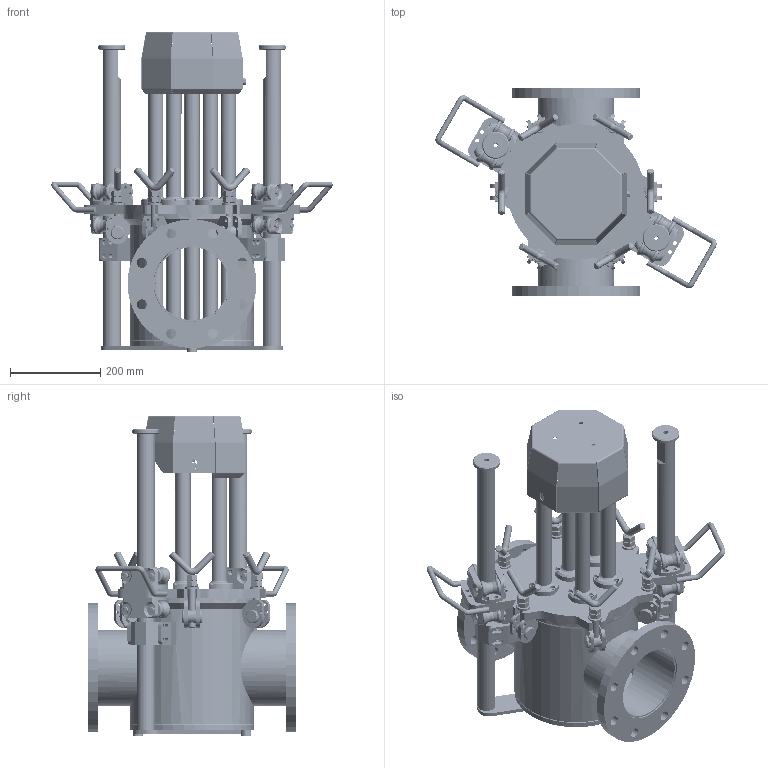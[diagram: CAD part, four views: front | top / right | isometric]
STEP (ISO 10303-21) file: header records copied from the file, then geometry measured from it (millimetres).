
FILE_DESCRIPTION(/* description */ (''),/* implementation_level */ '2;1');
FILE_NAME(/* name */ 'SSFNP15038 D.stp',/* time_stamp */ '2019-05-21T10:22:55+02:00',/* author */ ('cr'),/* organization */ (''),/* preprocessor_version */ 'ST-DEVELOPER v17.2',/* originating_system */ 'Autodesk Inventor 2019',/* authorisation */ '');
FILE_SCHEMA (('AUTOMOTIVE_DESIGN { 1 0 10303 214 3 1 1 }'));
Products named in the file (1): Part2
Bounding box: 621.83 x 460 x 709.14 mm (x, y, z)
Volume: 10488727.7 mm3; surface area: 3084159.1 mm2
Topology: 42 solids, 85 shells, 3114 faces, 8983 edges, 6126 vertices
Faces by surface type: plane 1155, cylinder 989, torus 432, cone 378, sphere 114, bspline 46
Full cylindrical faces by diameter (mm): 1.5 x15, 1.7 x32, 4.134 x10, 4.917 x15, 5 x10, 5.9 x4, 6 x15, 6.5 x15, 6.6 x12, 6.647 x8, 7.323 x1, 8 x10, 8.376 x24, 8.5 x24, 9 x2, 10 x22, 10.5 x16, 10.917 x4, 11 x2, 11.4 x1, 12 x63, 12.3 x16, 13 x12, 13.5 x8, 14 x1, 15 x12, 16 x18, 17 x6, 17.12 x32, 20 x16
Entity records: 122256 total; most frequent: CARTESIAN_POINT 35184, DIRECTION 17953, ORIENTED_EDGE 17488, EDGE_CURVE 8744, AXIS2_PLACEMENT_3D 7621, VERTEX_POINT 6152, CIRCLE 4544, EDGE_LOOP 4066
